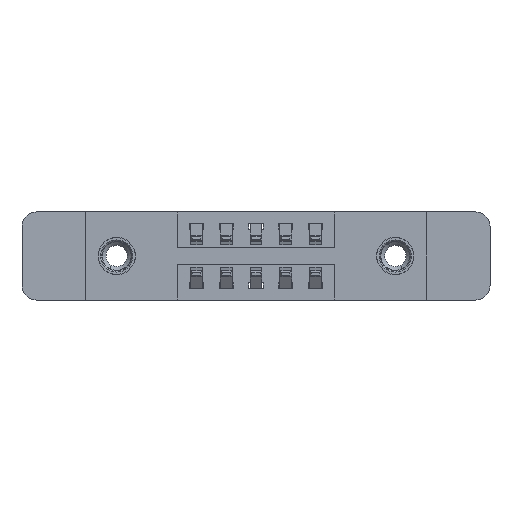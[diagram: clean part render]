
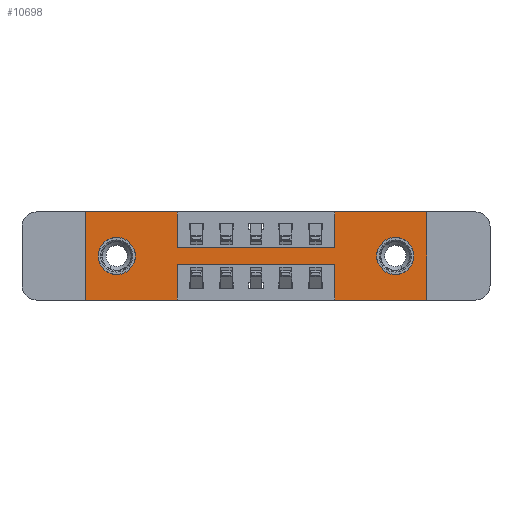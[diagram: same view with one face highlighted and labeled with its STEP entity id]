
A CAD part, front view. The second image highlights one B-rep face of the part: STEP entity #10698.
In plain terms, the highlighted planar face has unit normal (0, -1, 0).
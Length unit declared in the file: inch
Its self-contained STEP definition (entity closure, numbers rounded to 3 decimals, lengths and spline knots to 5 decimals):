
#69 = LINE ( 'NONE', #2351, #11625 ) ;
#80 = CARTESIAN_POINT ( 'NONE',  ( 0., 0., -0.37 ) ) ;
#166 = EDGE_LOOP ( 'NONE', ( #12483, #8832 ) ) ;
#331 = DIRECTION ( 'NONE',  ( 0., 0., 1. ) ) ;
#395 = AXIS2_PLACEMENT_3D ( 'NONE', #7643, #5704, #10061 ) ;
#404 = FACE_BOUND ( 'NONE', #7401, .T. ) ;
#439 = CARTESIAN_POINT ( 'NONE',  ( 0.1325, 0., -0.185 ) ) ;
#800 = VECTOR ( 'NONE', #11721, 39.37008 ) ;
#868 = CARTESIAN_POINT ( 'NONE',  ( 0.3875, 0., -0.15 ) ) ;
#920 = CARTESIAN_POINT ( 'NONE',  ( 1.0475, 0., -0.37 ) ) ;
#992 = CARTESIAN_POINT ( 'NONE',  ( 0.3875, 0., -0.15 ) ) ;
#1025 = VECTOR ( 'NONE', #11796, 39.37008 ) ;
#1044 = ORIENTED_EDGE ( 'NONE', *, *, #10898, .F. ) ;
#1276 = AXIS2_PLACEMENT_3D ( 'NONE', #13904, #6069, #10439 ) ;
#1453 = FACE_BOUND ( 'NONE', #166, .T. ) ;
#1682 = DIRECTION ( 'NONE',  ( 0., 0., 1. ) ) ;
#1804 = CARTESIAN_POINT ( 'NONE',  ( 1.3025, 0., -0.263 ) ) ;
#1843 = DIRECTION ( 'NONE',  ( 0., 0., -1. ) ) ;
#1916 = CIRCLE ( 'NONE', #2809, 0.078 ) ;
#1945 = ORIENTED_EDGE ( 'NONE', *, *, #10080, .F. ) ;
#2006 = VERTEX_POINT ( 'NONE', #9979 ) ;
#2058 = CARTESIAN_POINT ( 'NONE',  ( 0.1325, 0., -0.263 ) ) ;
#2230 = LINE ( 'NONE', #12066, #13118 ) ;
#2351 = CARTESIAN_POINT ( 'NONE',  ( 1.0475, 0., 0. ) ) ;
#2364 = ORIENTED_EDGE ( 'NONE', *, *, #11142, .F. ) ;
#2388 = DIRECTION ( 'NONE',  ( 0., 1., 0. ) ) ;
#2475 = CARTESIAN_POINT ( 'NONE',  ( 1.0475, 0., 0. ) ) ;
#2530 = DIRECTION ( 'NONE',  ( 0., 0., 1. ) ) ;
#2538 = ORIENTED_EDGE ( 'NONE', *, *, #13154, .T. ) ;
#2662 = DIRECTION ( 'NONE',  ( 0., 0., -1. ) ) ;
#2674 = CARTESIAN_POINT ( 'NONE',  ( 0., 0., 0. ) ) ;
#2712 = ORIENTED_EDGE ( 'NONE', *, *, #13547, .F. ) ;
#2805 = VERTEX_POINT ( 'NONE', #13688 ) ;
#2809 = AXIS2_PLACEMENT_3D ( 'NONE', #4342, #10306, #1682 ) ;
#2838 = CARTESIAN_POINT ( 'NONE',  ( 0., 0., -0.37 ) ) ;
#2926 = AXIS2_PLACEMENT_3D ( 'NONE', #13569, #13706, #2662 ) ;
#3036 = DIRECTION ( 'NONE',  ( -1., 0., 0. ) ) ;
#3095 = LINE ( 'NONE', #7379, #800 ) ;
#3181 = CARTESIAN_POINT ( 'NONE',  ( 0., 0., 0. ) ) ;
#3327 = EDGE_CURVE ( 'NONE', #9883, #4854, #10906, .T. ) ;
#3519 = DIRECTION ( 'NONE',  ( 0., 0., -1. ) ) ;
#3534 = CARTESIAN_POINT ( 'NONE',  ( 1.435, 0., -0.37 ) ) ;
#3882 = CARTESIAN_POINT ( 'NONE',  ( 1.3025, 0., -0.107 ) ) ;
#4300 = CARTESIAN_POINT ( 'NONE',  ( 1.0475, 0., -0.15 ) ) ;
#4342 = CARTESIAN_POINT ( 'NONE',  ( 0.1325, 0., -0.185 ) ) ;
#4495 = CIRCLE ( 'NONE', #2926, 0.078 ) ;
#4530 = EDGE_CURVE ( 'NONE', #8229, #2805, #3095, .T. ) ;
#4593 = CARTESIAN_POINT ( 'NONE',  ( 1.0475, 0., -0.37 ) ) ;
#4655 = CARTESIAN_POINT ( 'NONE',  ( 0., 0., -0.37 ) ) ;
#4713 = LINE ( 'NONE', #4782, #7073 ) ;
#4715 = EDGE_CURVE ( 'NONE', #6783, #9652, #1916, .T. ) ;
#4782 = CARTESIAN_POINT ( 'NONE',  ( 0.3875, 0., 0. ) ) ;
#4854 = VERTEX_POINT ( 'NONE', #11498 ) ;
#4952 = EDGE_CURVE ( 'NONE', #11117, #8229, #69, .T. ) ;
#5063 = LINE ( 'NONE', #11446, #5676 ) ;
#5196 = DIRECTION ( 'NONE',  ( 1., 0., 0. ) ) ;
#5244 = VERTEX_POINT ( 'NONE', #1804 ) ;
#5441 = ORIENTED_EDGE ( 'NONE', *, *, #10017, .F. ) ;
#5676 = VECTOR ( 'NONE', #1843, 39.37008 ) ;
#5684 = EDGE_CURVE ( 'NONE', #12275, #9883, #13095, .T. ) ;
#5704 = DIRECTION ( 'NONE',  ( 0., -1., 0. ) ) ;
#5715 = VERTEX_POINT ( 'NONE', #7748 ) ;
#6069 = DIRECTION ( 'NONE',  ( 0., 1., 0. ) ) ;
#6311 = EDGE_LOOP ( 'NONE', ( #12440, #1044, #7290, #8741, #2712, #10804, #7627, #5441, #2364, #11101, #9452, #1945 ) ) ;
#6613 = DIRECTION ( 'NONE',  ( 0., 0., 1. ) ) ;
#6652 = EDGE_CURVE ( 'NONE', #11277, #5715, #13745, .T. ) ;
#6768 = VERTEX_POINT ( 'NONE', #3882 ) ;
#6769 = FACE_OUTER_BOUND ( 'NONE', #6311, .T. ) ;
#6783 = VERTEX_POINT ( 'NONE', #7754 ) ;
#7073 = VECTOR ( 'NONE', #3519, 39.37008 ) ;
#7287 = VECTOR ( 'NONE', #5196, 39.37008 ) ;
#7290 = ORIENTED_EDGE ( 'NONE', *, *, #3327, .F. ) ;
#7327 = CARTESIAN_POINT ( 'NONE',  ( 0.3875, 0., -0.22 ) ) ;
#7335 = CARTESIAN_POINT ( 'NONE',  ( 0., 0., 0. ) ) ;
#7379 = CARTESIAN_POINT ( 'NONE',  ( 0., 0., 0. ) ) ;
#7392 = CARTESIAN_POINT ( 'NONE',  ( 0.3875, 0., -0.37 ) ) ;
#7401 = EDGE_LOOP ( 'NONE', ( #2538, #9253 ) ) ;
#7567 = EDGE_CURVE ( 'NONE', #5244, #6768, #11192, .T. ) ;
#7577 = VECTOR ( 'NONE', #3036, 39.37008 ) ;
#7627 = ORIENTED_EDGE ( 'NONE', *, *, #4952, .F. ) ;
#7643 = CARTESIAN_POINT ( 'NONE',  ( 0., 0., -0.37 ) ) ;
#7748 = CARTESIAN_POINT ( 'NONE',  ( 0.3875, 0., 0. ) ) ;
#7754 = CARTESIAN_POINT ( 'NONE',  ( 0.1325, 0., -0.107 ) ) ;
#8133 = VECTOR ( 'NONE', #10622, 39.37008 ) ;
#8229 = VERTEX_POINT ( 'NONE', #2475 ) ;
#8348 = VERTEX_POINT ( 'NONE', #868 ) ;
#8741 = ORIENTED_EDGE ( 'NONE', *, *, #5684, .F. ) ;
#8775 = CIRCLE ( 'NONE', #12462, 0.078 ) ;
#8825 = DIRECTION ( 'NONE',  ( 0., 0., 1. ) ) ;
#8832 = ORIENTED_EDGE ( 'NONE', *, *, #12647, .T. ) ;
#9253 = ORIENTED_EDGE ( 'NONE', *, *, #7567, .T. ) ;
#9452 = ORIENTED_EDGE ( 'NONE', *, *, #11009, .F. ) ;
#9545 = VERTEX_POINT ( 'NONE', #2838 ) ;
#9652 = VERTEX_POINT ( 'NONE', #2058 ) ;
#9883 = VERTEX_POINT ( 'NONE', #920 ) ;
#9979 = CARTESIAN_POINT ( 'NONE',  ( 0.3875, 0., -0.22 ) ) ;
#10017 = EDGE_CURVE ( 'NONE', #8348, #11117, #10740, .T. ) ;
#10061 = DIRECTION ( 'NONE',  ( 0., 0., -1. ) ) ;
#10080 = EDGE_CURVE ( 'NONE', #10946, #9545, #12806, .T. ) ;
#10105 = DIRECTION ( 'NONE',  ( -1., 0., 0. ) ) ;
#10306 = DIRECTION ( 'NONE',  ( 0., 1., 0. ) ) ;
#10439 = DIRECTION ( 'NONE',  ( 0., 0., -1. ) ) ;
#10622 = DIRECTION ( 'NONE',  ( 1., 0., 0. ) ) ;
#10698 = ADVANCED_FACE ( 'NONE', ( #404, #1453, #6769 ), #13126, .T. ) ;
#10740 = LINE ( 'NONE', #992, #7287 ) ;
#10804 = ORIENTED_EDGE ( 'NONE', *, *, #4530, .F. ) ;
#10847 = VECTOR ( 'NONE', #10105, 39.37008 ) ;
#10898 = EDGE_CURVE ( 'NONE', #4854, #2006, #11268, .T. ) ;
#10906 = LINE ( 'NONE', #4593, #11926 ) ;
#10946 = VERTEX_POINT ( 'NONE', #7392 ) ;
#11009 = EDGE_CURVE ( 'NONE', #9545, #11277, #11809, .T. ) ;
#11101 = ORIENTED_EDGE ( 'NONE', *, *, #6652, .F. ) ;
#11117 = VERTEX_POINT ( 'NONE', #4300 ) ;
#11142 = EDGE_CURVE ( 'NONE', #5715, #8348, #4713, .T. ) ;
#11192 = CIRCLE ( 'NONE', #1276, 0.078 ) ;
#11268 = LINE ( 'NONE', #7327, #7577 ) ;
#11277 = VERTEX_POINT ( 'NONE', #2674 ) ;
#11446 = CARTESIAN_POINT ( 'NONE',  ( 0.3875, 0., -0.37 ) ) ;
#11498 = CARTESIAN_POINT ( 'NONE',  ( 1.0475, 0., -0.22 ) ) ;
#11562 = EDGE_CURVE ( 'NONE', #2006, #10946, #5063, .T. ) ;
#11625 = VECTOR ( 'NONE', #331, 39.37008 ) ;
#11721 = DIRECTION ( 'NONE',  ( 1., 0., 0. ) ) ;
#11796 = DIRECTION ( 'NONE',  ( -1., 0., 0. ) ) ;
#11809 = LINE ( 'NONE', #3181, #13214 ) ;
#11926 = VECTOR ( 'NONE', #6613, 39.37008 ) ;
#12066 = CARTESIAN_POINT ( 'NONE',  ( 1.435, 0., 0. ) ) ;
#12275 = VERTEX_POINT ( 'NONE', #3534 ) ;
#12440 = ORIENTED_EDGE ( 'NONE', *, *, #11562, .F. ) ;
#12462 = AXIS2_PLACEMENT_3D ( 'NONE', #439, #2388, #2530 ) ;
#12483 = ORIENTED_EDGE ( 'NONE', *, *, #4715, .T. ) ;
#12647 = EDGE_CURVE ( 'NONE', #9652, #6783, #8775, .T. ) ;
#12806 = LINE ( 'NONE', #80, #1025 ) ;
#13095 = LINE ( 'NONE', #4655, #10847 ) ;
#13118 = VECTOR ( 'NONE', #13195, 39.37008 ) ;
#13126 = PLANE ( 'NONE',  #395 ) ;
#13154 = EDGE_CURVE ( 'NONE', #6768, #5244, #4495, .T. ) ;
#13195 = DIRECTION ( 'NONE',  ( 0., 0., -1. ) ) ;
#13214 = VECTOR ( 'NONE', #8825, 39.37008 ) ;
#13547 = EDGE_CURVE ( 'NONE', #2805, #12275, #2230, .T. ) ;
#13569 = CARTESIAN_POINT ( 'NONE',  ( 1.3025, 0., -0.185 ) ) ;
#13688 = CARTESIAN_POINT ( 'NONE',  ( 1.435, 0., 0. ) ) ;
#13706 = DIRECTION ( 'NONE',  ( 0., 1., 0. ) ) ;
#13745 = LINE ( 'NONE', #7335, #8133 ) ;
#13904 = CARTESIAN_POINT ( 'NONE',  ( 1.3025, 0., -0.185 ) ) ;
